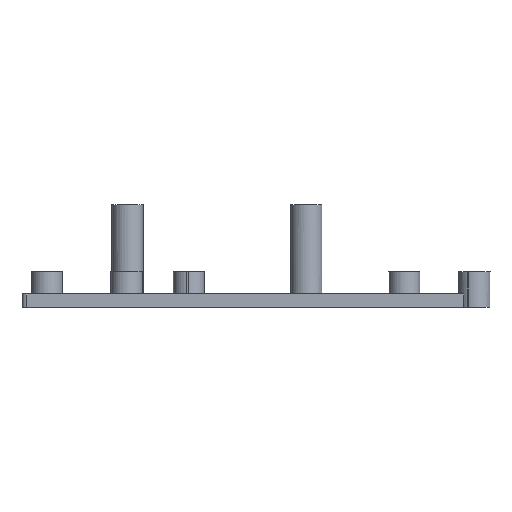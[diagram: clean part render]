
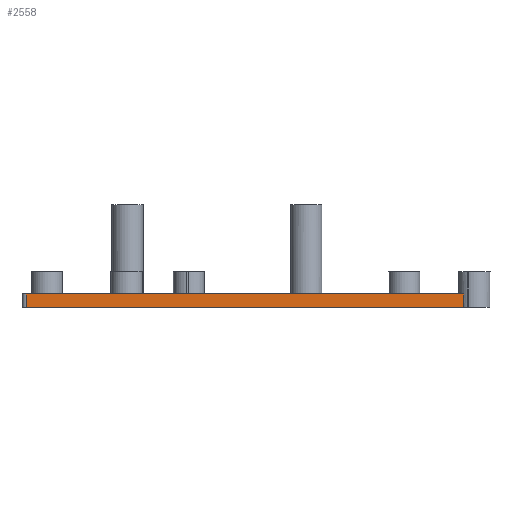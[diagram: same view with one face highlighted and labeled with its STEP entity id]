
A CAD part, left-side view. The second image highlights one B-rep face of the part: STEP entity #2558.
In plain terms, the highlighted planar face has unit normal (-1, 0, 0).
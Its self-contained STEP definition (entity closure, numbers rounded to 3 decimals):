
#94=PLANE('',#2826);
#205=FACE_OUTER_BOUND('',#378,.T.);
#378=EDGE_LOOP('',(#2161,#2162,#2163,#2164));
#449=LINE('',#3715,#701);
#552=LINE('',#4065,#804);
#627=LINE('',#4279,#879);
#628=LINE('',#4281,#880);
#701=VECTOR('',#2951,10.);
#804=VECTOR('',#3266,10.);
#879=VECTOR('',#3463,10.);
#880=VECTOR('',#3466,10.);
#1091=VERTEX_POINT('',#3712);
#1092=VERTEX_POINT('',#3714);
#1232=VERTEX_POINT('',#4062);
#1233=VERTEX_POINT('',#4064);
#1341=EDGE_CURVE('',#1091,#1092,#449,.T.);
#1512=EDGE_CURVE('',#1232,#1233,#552,.T.);
#1621=EDGE_CURVE('',#1233,#1091,#627,.T.);
#1622=EDGE_CURVE('',#1232,#1092,#628,.T.);
#2161=ORIENTED_EDGE('',*,*,#1621,.F.);
#2162=ORIENTED_EDGE('',*,*,#1512,.F.);
#2163=ORIENTED_EDGE('',*,*,#1622,.T.);
#2164=ORIENTED_EDGE('',*,*,#1341,.F.);
#2558=ADVANCED_FACE('',(#205),#94,.T.);
#2826=AXIS2_PLACEMENT_3D('',#4280,#3464,#3465);
#2951=DIRECTION('',(0.,-1.,0.));
#3266=DIRECTION('',(0.,1.,0.));
#3463=DIRECTION('',(0.,0.,1.));
#3464=DIRECTION('center_axis',(-1.,0.,0.));
#3465=DIRECTION('ref_axis',(0.,-1.,0.));
#3466=DIRECTION('',(0.,0.,1.));
#3712=CARTESIAN_POINT('',(-35.125,50.875,3.));
#3714=CARTESIAN_POINT('',(-35.125,-46.958,3.));
#3715=CARTESIAN_POINT('',(-35.125,-46.958,3.));
#4062=CARTESIAN_POINT('',(-35.125,-46.958,0.));
#4064=CARTESIAN_POINT('',(-35.125,50.875,0.));
#4065=CARTESIAN_POINT('',(-35.125,-46.958,0.));
#4279=CARTESIAN_POINT('',(-35.125,50.875,0.));
#4280=CARTESIAN_POINT('Origin',(-35.125,51.875,0.));
#4281=CARTESIAN_POINT('',(-35.125,-46.958,0.));
